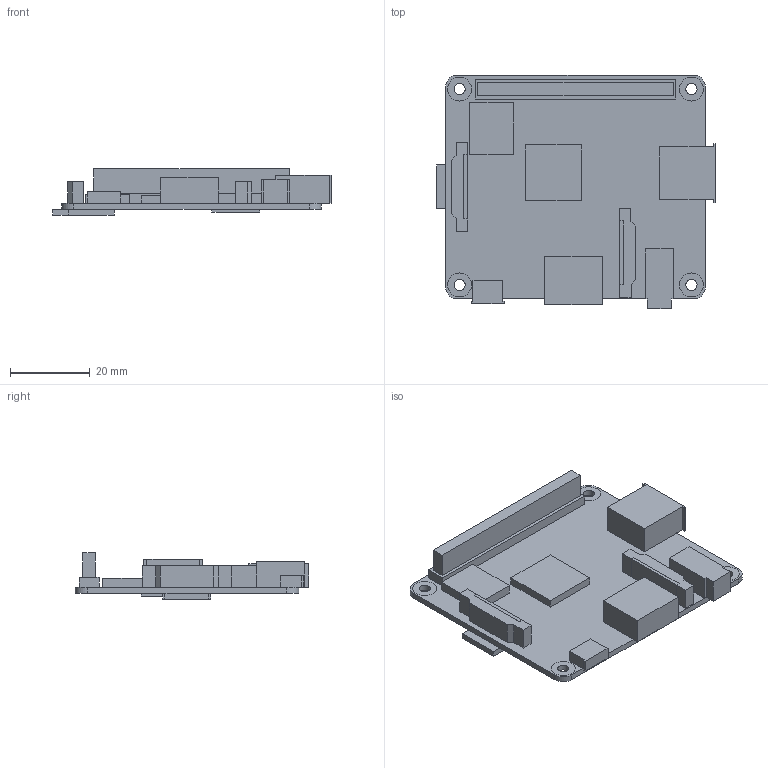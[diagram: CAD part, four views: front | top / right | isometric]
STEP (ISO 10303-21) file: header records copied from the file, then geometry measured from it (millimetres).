
FILE_DESCRIPTION(/* description */ (''),/* implementation_level */ '2;1');
FILE_NAME(/* name */ 'Raspberry PI 3 Model A+ - Very Very Simple.step',/* time_stamp */ '2019-01-22T15:41:44+00:00',/* author */ ('tommyME2F7'),/* organization */ (''),/* preprocessor_version */ 'ST-DEVELOPER v17.2',/* originating_system */ 'Autodesk Translation Framework v7.6.0.251',/* authorisation */ '');
FILE_SCHEMA (('AUTOMOTIVE_DESIGN { 1 0 10303 214 3 1 1 }'));
Length unit declared in the file: millimetre
Products named in the file (1): Raspberry PI 3 Model A+ - TG
Bounding box: 69.77 x 58.5 x 11.65 mm (x, y, z)
Volume: 12143.7 mm3; surface area: 14408.1 mm2
Topology: 15 solids, 15 shells, 153 faces, 339 edges, 226 vertices
Faces by surface type: plane 136, cylinder 17
Full cylindrical faces by diameter (mm): 0.95 x1, 2.8 x4, 6 x8
Entity records: 4247 total; most frequent: CARTESIAN_POINT 719, DIRECTION 681, ORIENTED_EDGE 678, EDGE_CURVE 339, LINE 305, VECTOR 305, VERTEX_POINT 226, AXIS2_PLACEMENT_3D 188
